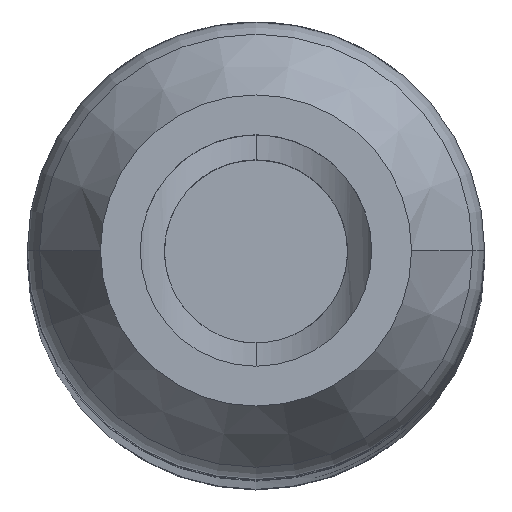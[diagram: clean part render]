
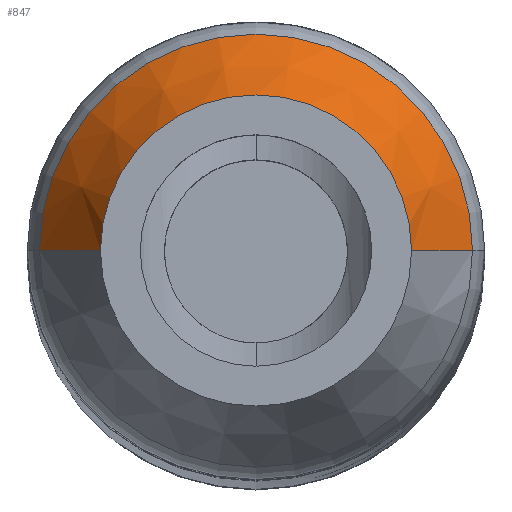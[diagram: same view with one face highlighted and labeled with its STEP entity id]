
A CAD part, top view. The second image highlights one B-rep face of the part: STEP entity #847.
In plain terms, the highlighted conical face has half-angle 30 degrees and reference radius 2.5 mm.
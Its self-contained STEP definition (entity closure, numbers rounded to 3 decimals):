
#9 = CARTESIAN_POINT ( 'NONE',  ( 1.7, 0., 11.75 ) ) ;
#43 = CARTESIAN_POINT ( 'NONE',  ( 2.366, 0., 10.596 ) ) ;
#53 = AXIS2_PLACEMENT_3D ( 'NONE', #935, #713, #1170 ) ;
#92 = EDGE_LOOP ( 'NONE', ( #736, #411, #1173, #711 ) ) ;
#125 = EDGE_CURVE ( 'NONE', #235, #1069, #815, .T. ) ;
#153 = EDGE_CURVE ( 'NONE', #166, #688, #982, .T. ) ;
#162 = CARTESIAN_POINT ( 'NONE',  ( 0., 0., 10.364 ) ) ;
#166 = VERTEX_POINT ( 'NONE', #462 ) ;
#197 = CARTESIAN_POINT ( 'NONE',  ( -2.366, 0., 10.596 ) ) ;
#220 = DIRECTION ( 'NONE',  ( 0., 0., 1. ) ) ;
#235 = VERTEX_POINT ( 'NONE', #9 ) ;
#342 = CARTESIAN_POINT ( 'NONE',  ( 2.5, 0., 10.364 ) ) ;
#357 = EDGE_CURVE ( 'NONE', #1069, #688, #543, .T. ) ;
#411 = ORIENTED_EDGE ( 'NONE', *, *, #125, .T. ) ;
#462 = CARTESIAN_POINT ( 'NONE',  ( -1.7, 0., 11.75 ) ) ;
#486 = CARTESIAN_POINT ( 'NONE',  ( 0., 0., 10.596 ) ) ;
#513 = DIRECTION ( 'NONE',  ( 0., 0., -1. ) ) ;
#543 = CIRCLE ( 'NONE', #779, 2.366 ) ;
#619 = DIRECTION ( 'NONE',  ( -0.5, 0., -0.866 ) ) ;
#624 = DIRECTION ( 'NONE',  ( 0.5, 0., -0.866 ) ) ;
#637 = CARTESIAN_POINT ( 'NONE',  ( -2.5, 0., 10.364 ) ) ;
#642 = CIRCLE ( 'NONE', #53, 1.7 ) ;
#688 = VERTEX_POINT ( 'NONE', #197 ) ;
#711 = ORIENTED_EDGE ( 'NONE', *, *, #153, .F. ) ;
#713 = DIRECTION ( 'NONE',  ( 0., 0., -1. ) ) ;
#715 = EDGE_CURVE ( 'NONE', #166, #235, #642, .T. ) ;
#736 = ORIENTED_EDGE ( 'NONE', *, *, #715, .T. ) ;
#764 = VECTOR ( 'NONE', #624, 1000. ) ;
#779 = AXIS2_PLACEMENT_3D ( 'NONE', #486, #220, #1042 ) ;
#815 = LINE ( 'NONE', #342, #764 ) ;
#847 = ADVANCED_FACE ( 'NONE', ( #877 ), #954, .T. ) ;
#875 = AXIS2_PLACEMENT_3D ( 'NONE', #162, #513, #1152 ) ;
#877 = FACE_OUTER_BOUND ( 'NONE', #92, .T. ) ;
#935 = CARTESIAN_POINT ( 'NONE',  ( 0., 0., 11.75 ) ) ;
#954 = CONICAL_SURFACE ( 'NONE', #875, 2.5, 0.524 ) ;
#982 = LINE ( 'NONE', #637, #986 ) ;
#986 = VECTOR ( 'NONE', #619, 1000. ) ;
#1042 = DIRECTION ( 'NONE',  ( 1., 0., 0. ) ) ;
#1069 = VERTEX_POINT ( 'NONE', #43 ) ;
#1152 = DIRECTION ( 'NONE',  ( -1., 0., 0. ) ) ;
#1170 = DIRECTION ( 'NONE',  ( -1., 0., 0. ) ) ;
#1173 = ORIENTED_EDGE ( 'NONE', *, *, #357, .T. ) ;
